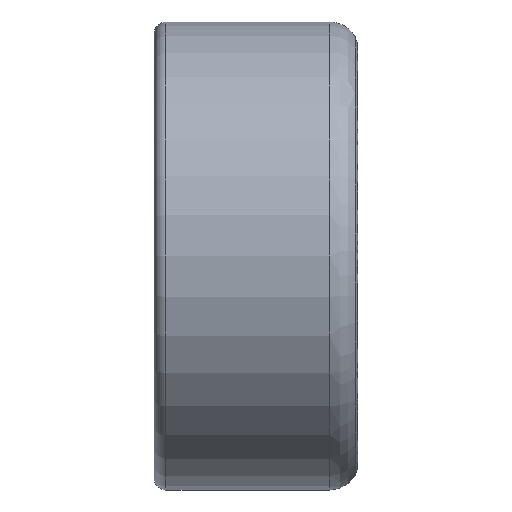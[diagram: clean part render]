
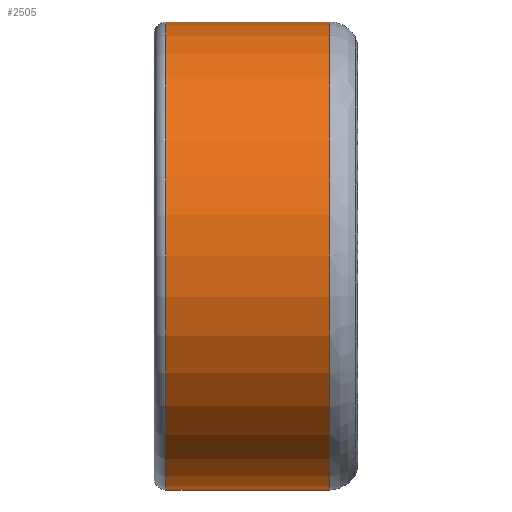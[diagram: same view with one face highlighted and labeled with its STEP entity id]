
A CAD part, front view. The second image highlights one B-rep face of the part: STEP entity #2505.
In plain terms, the highlighted cylindrical face has radius 40 mm (diameter 80 mm), a full revolution.
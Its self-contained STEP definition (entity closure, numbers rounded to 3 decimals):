
#17=CYLINDRICAL_SURFACE('',#2684,40.);
#222=CIRCLE('',#2681,40.);
#223=CIRCLE('',#2682,40.);
#225=CIRCLE('',#2685,40.);
#226=CIRCLE('',#2686,40.);
#340=FACE_OUTER_BOUND('',#480,.T.);
#480=EDGE_LOOP('',(#1818,#1819,#1820,#1821,#1822,#1823));
#623=LINE('',#4173,#762);
#762=VECTOR('',#2973,40.);
#1054=VERTEX_POINT('',#4164);
#1055=VERTEX_POINT('',#4165);
#1056=VERTEX_POINT('',#4170);
#1057=VERTEX_POINT('',#4171);
#1354=EDGE_CURVE('',#1054,#1055,#222,.T.);
#1355=EDGE_CURVE('',#1055,#1054,#223,.T.);
#1357=EDGE_CURVE('',#1056,#1057,#225,.T.);
#1358=EDGE_CURVE('',#1056,#1055,#623,.T.);
#1359=EDGE_CURVE('',#1057,#1056,#226,.T.);
#1818=ORIENTED_EDGE('',*,*,#1357,.F.);
#1819=ORIENTED_EDGE('',*,*,#1358,.T.);
#1820=ORIENTED_EDGE('',*,*,#1354,.F.);
#1821=ORIENTED_EDGE('',*,*,#1355,.F.);
#1822=ORIENTED_EDGE('',*,*,#1358,.F.);
#1823=ORIENTED_EDGE('',*,*,#1359,.F.);
#2505=ADVANCED_FACE('',(#340),#17,.T.);
#2681=AXIS2_PLACEMENT_3D('',#4166,#2963,#2964);
#2682=AXIS2_PLACEMENT_3D('',#4167,#2965,#2966);
#2684=AXIS2_PLACEMENT_3D('',#4169,#2969,#2970);
#2685=AXIS2_PLACEMENT_3D('',#4172,#2971,#2972);
#2686=AXIS2_PLACEMENT_3D('',#4174,#2974,#2975);
#2963=DIRECTION('center_axis',(-1.,0.,0.));
#2964=DIRECTION('ref_axis',(0.,-1.,0.));
#2965=DIRECTION('center_axis',(-1.,0.,0.));
#2966=DIRECTION('ref_axis',(0.,-1.,0.));
#2969=DIRECTION('center_axis',(1.,0.,0.));
#2970=DIRECTION('ref_axis',(0.,1.,0.));
#2971=DIRECTION('center_axis',(1.,0.,0.));
#2972=DIRECTION('ref_axis',(0.,-1.,0.));
#2973=DIRECTION('',(-1.,0.,0.));
#2974=DIRECTION('center_axis',(1.,0.,0.));
#2975=DIRECTION('ref_axis',(0.,-1.,0.));
#4164=CARTESIAN_POINT('',(2.,0.,40.));
#4165=CARTESIAN_POINT('',(2.,-40.,0.));
#4166=CARTESIAN_POINT('Origin',(2.,0.,0.));
#4167=CARTESIAN_POINT('Origin',(2.,0.,0.));
#4169=CARTESIAN_POINT('Origin',(17.5,0.,0.));
#4170=CARTESIAN_POINT('',(30.,-40.,0.));
#4171=CARTESIAN_POINT('',(30.,0.,40.));
#4172=CARTESIAN_POINT('Origin',(30.,0.,0.));
#4173=CARTESIAN_POINT('',(17.5,-40.,0.));
#4174=CARTESIAN_POINT('Origin',(30.,0.,0.));
